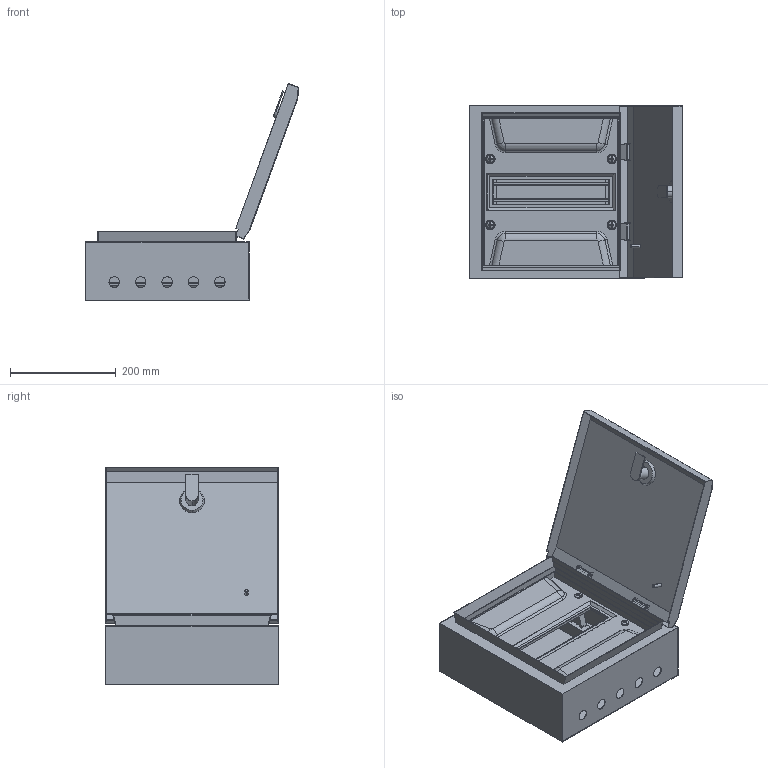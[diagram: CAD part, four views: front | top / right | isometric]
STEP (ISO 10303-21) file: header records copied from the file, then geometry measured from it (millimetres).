
FILE_DESCRIPTION (( 'STEP AP214' ), '1' );
FILE_NAME ('ShRN_12_PRO_IP54.STEP', '2016-09-23T09:44:09', ( 'user' ), ( '' ), 'SwSTEP 2.0', 'SolidWorks 2014', '' );
FILE_SCHEMA (( 'AUTOMOTIVE_DESIGN' ));
Length unit declared in the file: millimetre
Products named in the file (11): Dver_PRO_54_12; ShRN_12_PRO_IP54; Support; Stoika pan; Stoika Shin_‘â®©ª  ¤«ï è¨­; Obolochka_SHRN_PRO_54_12; Panel_12; Panel_ShRN-12; Klipsa; DIN-Reika_18 ｢箘ｬ箘｢; SC GOST 17473_gost_‚¨­â A.M5x10 ƒŽ‘’ 17473-80
Assembly tree (19 placements, depth 3):
  ShRN_12_PRO_IP54
    Obolochka_SHRN_PRO_54_12
    Dver_PRO_54_12
    DIN-Reika_18 ｢箘ｬ箘｢
    Panel_12
      Panel_ShRN-12
      Klipsa  x4
      Stoika pan  x4
    SC GOST 17473_gost_‚¨­â A.M5x10 ƒŽ‘’ 17473-80  x2
    Stoika Shin_‘â®©ª  ¤«ï è¨­  x2
    Support  x2
Bounding box: 404.19 x 329 x 410.81 mm (x, y, z)
Volume: 712244.9 mm3; surface area: 1190846.1 mm2
Topology: 18 solids, 18 shells, 1338 faces, 3432 edges, 2142 vertices
Faces by surface type: plane 692, cylinder 322, bspline 146, torus 84, cone 50, sphere 44
Entity records: 22545 total; most frequent: CARTESIAN_POINT 5068, ORIENTED_EDGE 3554, DIRECTION 3498, EDGE_CURVE 1777, AXIS2_PLACEMENT_3D 1191, VERTEX_POINT 1135, LINE 1116, VECTOR 1116
